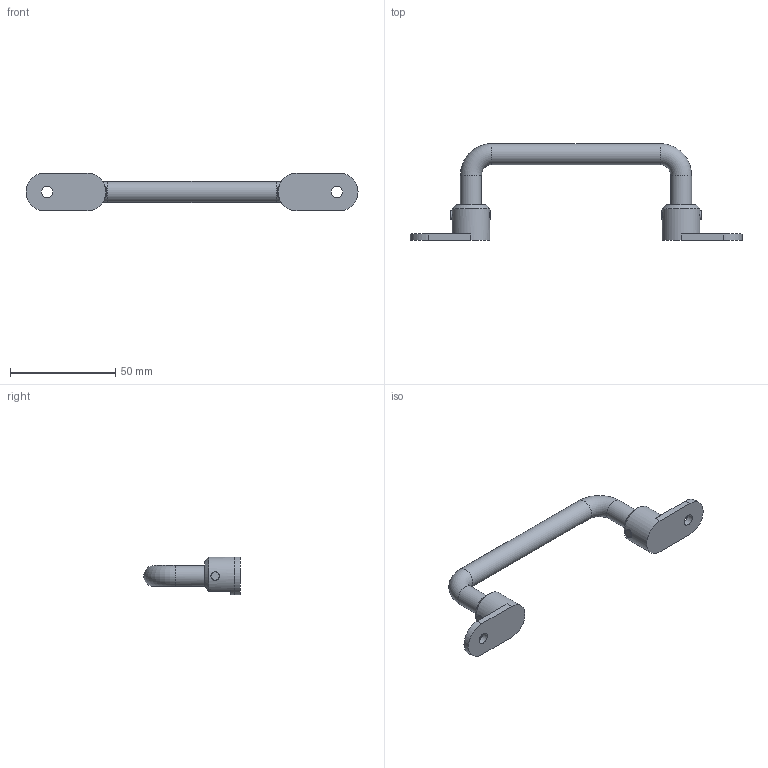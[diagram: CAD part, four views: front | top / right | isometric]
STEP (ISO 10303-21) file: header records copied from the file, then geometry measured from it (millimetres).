
FILE_DESCRIPTION(/* description */ ('STEP AP214'),/* implementation_level */ '2;1');
FILE_NAME(/* name */ 'UWFASNS138',/* time_stamp */ '2023-05-09T15:03:51+02:00',/* author */ ('License CC BY-ND 4.0'),/* organization */ ('CADENAS'),/* preprocessor_version */ 'ST-DEVELOPER v18.102',/* originating_system */ 'PARTsolutions',/* authorisation */ ' ');
FILE_SCHEMA (('AUTOMOTIVE_DESIGN {1 0 10303 214 3 1 1}'));
Length unit declared in the file: millimetre
Products named in the file (5): UWFASNS138; UWFASNS138_2; UWFASNS138_11; UWFASNS138_h; UWFASNS138_1
Assembly tree (5 placements, depth 2):
  UWFASNS138
    UWFASNS138_2  x2
    UWFASNS138_11
    UWFASNS138_h
    UWFASNS138_1
Bounding box: 158 x 46 x 18 mm (x, y, z)
Volume: 19345.2 mm3; surface area: 11081.1 mm2
Topology: 5 solids, 5 shells, 53 faces, 151 edges, 96 vertices
Faces by surface type: plane 26, cylinder 21, cone 2, sphere 2, torus 2
Full cylindrical faces by diameter (mm): 4 x8, 5.5 x2, 10 x3, 18 x2
Entity records: 1692 total; most frequent: CARTESIAN_POINT 354, DIRECTION 256, ORIENTED_EDGE 232, EDGE_CURVE 116, AXIS2_PLACEMENT_3D 100, VERTEX_POINT 82, EDGE_LOOP 74, FACE_BOUND 74
